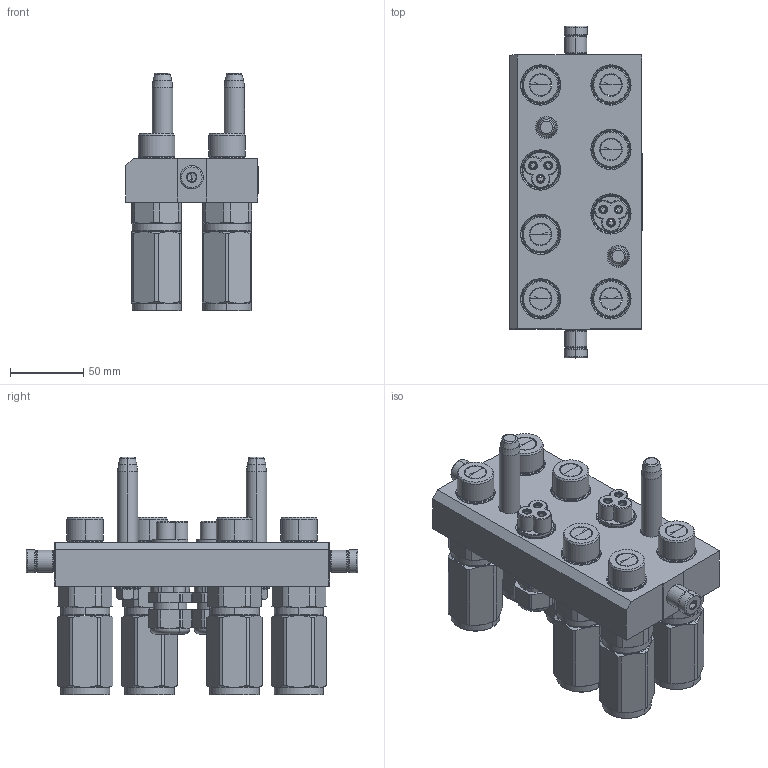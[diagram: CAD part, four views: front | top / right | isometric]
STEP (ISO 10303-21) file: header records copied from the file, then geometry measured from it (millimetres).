
FILE_DESCRIPTION (( 'STEP AP214' ), '1' );
FILE_NAME ('FASTER.step', '2023-06-20T08:10:10', ( '' ), ( '' ), 'SwSTEP 2.0', 'SolidWorks 2017', '' );
FILE_SCHEMA (( 'AUTOMOTIVE_DESIGN' ));
Length unit declared in the file: millimetre
Products named in the file (13): 4830_028_1000_011; 4830_044_0000_000; 1540_080_0008_000; 4850_010_0000_020; conn_3p_m; 4830_021_1000_000; 3ffnp12_gas_m; FASTER; et002; corpospel08-3m; 4830_013_3000_030; P808_M_BASE
Assembly tree (24 placements, depth 3):
  FASTER
    P808_M_BASE
      4850_010_0000_020
      4830_021_1000_000  x2
      1540_080_0008_000  x2
      4830_013_3000_030  x2
      4830_028_1000_011  x2
    3ffnp12_gas_m  x6
      3ffnp12_gas_m
    conn_3p_m  x2
      4830_044_0000_000
      corpospel08-3m
    et002
Bounding box: 90.3 x 226.6 x 162.2 mm (x, y, z)
Volume: 2473.8 mm3; surface area: 217428.9 mm2
Topology: 3 solids, 90 shells, 3376 faces, 10127 edges, 6718 vertices
Faces by surface type: plane 1795, cylinder 677, cone 512, bspline 206, torus 174, sphere 12
Entity records: 64912 total; most frequent: CARTESIAN_POINT 16294, ORIENTED_EDGE 9084, DIRECTION 8541, EDGE_CURVE 4753, VECTOR 3331, LINE 3331, VERTEX_POINT 3122, AXIS2_PLACEMENT_3D 2605
